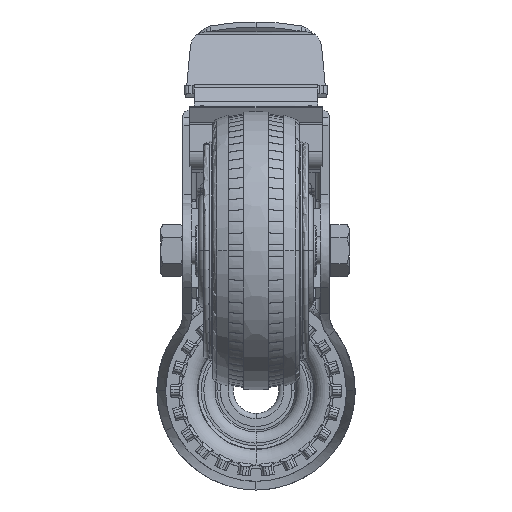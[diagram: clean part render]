
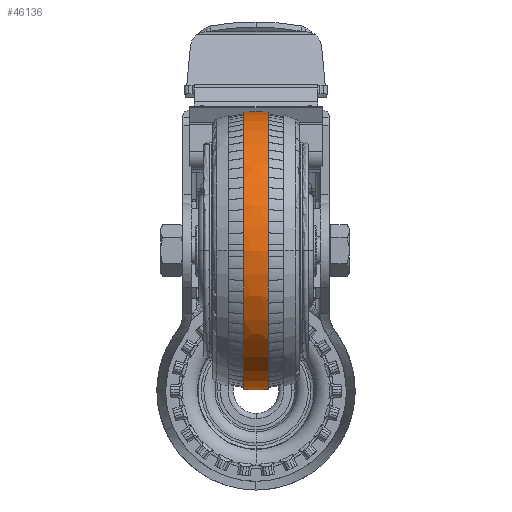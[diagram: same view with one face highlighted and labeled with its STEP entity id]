
A CAD part, front view. The second image highlights one B-rep face of the part: STEP entity #46136.
In plain terms, the highlighted free-form (B-spline) face has degree [3, 3] with [4, 4] control points.
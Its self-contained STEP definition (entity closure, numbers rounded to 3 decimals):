
#6046 = CARTESIAN_POINT ( 'NONE',  ( 0., 0., -10. ) ) ;
#6587 = CARTESIAN_POINT ( 'NONE',  ( -3.5, -79.59, 39.795 ) ) ;
#6957 = CARTESIAN_POINT ( 'NONE',  ( 3.5, 0., 39.795 ) ) ;
#14677 = DIRECTION ( 'NONE',  ( 0., 0., -1. ) ) ;
#15189 = CARTESIAN_POINT ( 'NONE',  ( -1.172, 0., -40.069 ) ) ;
#15883 = CARTESIAN_POINT ( 'NONE',  ( -3.5, 0., 0. ) ) ;
#17101 = EDGE_CURVE ( 'NONE', #31120, #33616, #56171, .T. ) ;
#22456 = EDGE_CURVE ( 'NONE', #70227, #33616, #86519, .T. ) ;
#23028 = ORIENTED_EDGE ( 'NONE', *, *, #29363, .T. ) ;
#23799 = CARTESIAN_POINT ( 'NONE',  ( -1.172, -80.137, 40.069 ) ) ;
#23896 = DIRECTION ( 'NONE',  ( 0., 1., 0. ) ) ;
#24494 = DIRECTION ( 'NONE',  ( 0., 0., 1. ) ) ;
#27584 = AXIS2_PLACEMENT_3D ( 'NONE', #42668, #102637, #51247 ) ;
#29363 = EDGE_CURVE ( 'NONE', #79545, #70227, #91637, .T. ) ;
#30553 = EDGE_CURVE ( 'NONE', #79545, #31120, #91380, .T. ) ;
#31120 = VERTEX_POINT ( 'NONE', #57992 ) ;
#32475 = CARTESIAN_POINT ( 'NONE',  ( 1.172, 0., -40.069 ) ) ;
#33616 = VERTEX_POINT ( 'NONE', #63349 ) ;
#38788 = AXIS2_PLACEMENT_3D ( 'NONE', #75303, #23896, #83925 ) ;
#41101 = CARTESIAN_POINT ( 'NONE',  ( 1.172, -80.137, 40.069 ) ) ;
#42668 = CARTESIAN_POINT ( 'NONE',  ( 3.5, 0., 0. ) ) ;
#43298 = ORIENTED_EDGE ( 'NONE', *, *, #30553, .F. ) ;
#46136 = ADVANCED_FACE ( 'NONE', ( #99946 ), #91221, .T. ) ;
#46537 = AXIS2_PLACEMENT_3D ( 'NONE', #15883, #75902, #24494 ) ;
#49696 = CARTESIAN_POINT ( 'NONE',  ( 3.5, 0., -39.795 ) ) ;
#51247 = DIRECTION ( 'NONE',  ( 0., 0., 1. ) ) ;
#56171 = CIRCLE ( 'NONE', #38788, 30. ) ;
#57992 = CARTESIAN_POINT ( 'NONE',  ( -3.5, 0., 39.795 ) ) ;
#58000 = CARTESIAN_POINT ( 'NONE',  ( -3.5, -79.59, -39.795 ) ) ;
#58370 = CARTESIAN_POINT ( 'NONE',  ( 3.5, -79.59, 39.795 ) ) ;
#63349 = CARTESIAN_POINT ( 'NONE',  ( 3.5, 0., 39.795 ) ) ;
#66113 = DIRECTION ( 'NONE',  ( 0., -1., 0. ) ) ;
#66655 = CARTESIAN_POINT ( 'NONE',  ( -3.5, 0., 39.795 ) ) ;
#67287 = ORIENTED_EDGE ( 'NONE', *, *, #17101, .F. ) ;
#70227 = VERTEX_POINT ( 'NONE', #83129 ) ;
#70873 = AXIS2_PLACEMENT_3D ( 'NONE', #6046, #66113, #14677 ) ;
#75194 = CARTESIAN_POINT ( 'NONE',  ( -1.172, -80.137, -40.069 ) ) ;
#75303 = CARTESIAN_POINT ( 'NONE',  ( 0., 0., 10. ) ) ;
#75902 = DIRECTION ( 'NONE',  ( -1., 0., 0. ) ) ;
#79545 = VERTEX_POINT ( 'NONE', #101684 ) ;
#83129 = CARTESIAN_POINT ( 'NONE',  ( 3.5, 0., -39.795 ) ) ;
#83843 = CARTESIAN_POINT ( 'NONE',  ( -1.172, 0., 40.069 ) ) ;
#83925 = DIRECTION ( 'NONE',  ( 0., 0., 1. ) ) ;
#85536 = ORIENTED_EDGE ( 'NONE', *, *, #22456, .T. ) ;
#86519 = CIRCLE ( 'NONE', #27584, 39.795 ) ;
#91221 =( BOUNDED_SURFACE ( )  B_SPLINE_SURFACE ( 3, 3, ( 
 ( #108209, #58000, #6587, #66655 ),
 ( #15189, #75194, #23799, #83843 ),
 ( #32475, #92458, #41101, #101085 ),
 ( #49696, #109694, #58370, #6957 ) ),
 .UNSPECIFIED., .F., .F., .F. ) 
 B_SPLINE_SURFACE_WITH_KNOTS ( ( 4, 4 ),
 ( 4, 4 ),
 ( 0., 1. ),
 ( 0., 1. ),
 .UNSPECIFIED. ) 
 GEOMETRIC_REPRESENTATION_ITEM ( )  RATIONAL_B_SPLINE_SURFACE ( (
 ( 1., 0.333, 0.333, 1.),
 ( 0.995, 0.332, 0.332, 0.995),
 ( 0.995, 0.332, 0.332, 0.995),
 ( 1., 0.333, 0.333, 1.) ) ) 
 REPRESENTATION_ITEM ( '' )  SURFACE ( )  );
#91380 = CIRCLE ( 'NONE', #46537, 39.795 ) ;
#91637 = CIRCLE ( 'NONE', #70873, 30. ) ;
#92458 = CARTESIAN_POINT ( 'NONE',  ( 1.172, -80.137, -40.069 ) ) ;
#98494 = EDGE_LOOP ( 'NONE', ( #43298, #23028, #85536, #67287 ) ) ;
#99946 = FACE_OUTER_BOUND ( 'NONE', #98494, .T. ) ;
#101085 = CARTESIAN_POINT ( 'NONE',  ( 1.172, 0., 40.069 ) ) ;
#101684 = CARTESIAN_POINT ( 'NONE',  ( -3.5, 0., -39.795 ) ) ;
#102637 = DIRECTION ( 'NONE',  ( -1., 0., 0. ) ) ;
#108209 = CARTESIAN_POINT ( 'NONE',  ( -3.5, 0., -39.795 ) ) ;
#109694 = CARTESIAN_POINT ( 'NONE',  ( 3.5, -79.59, -39.795 ) ) ;
